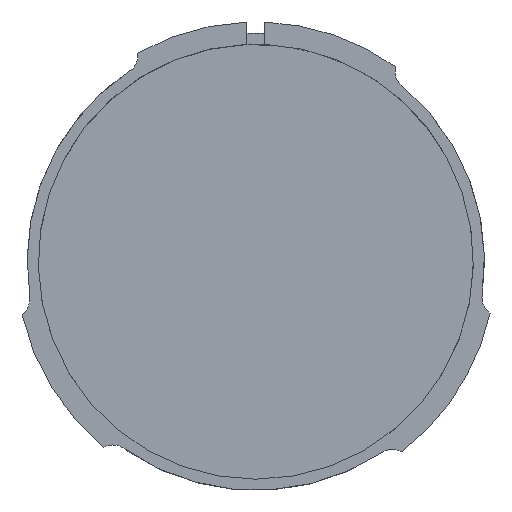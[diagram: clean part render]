
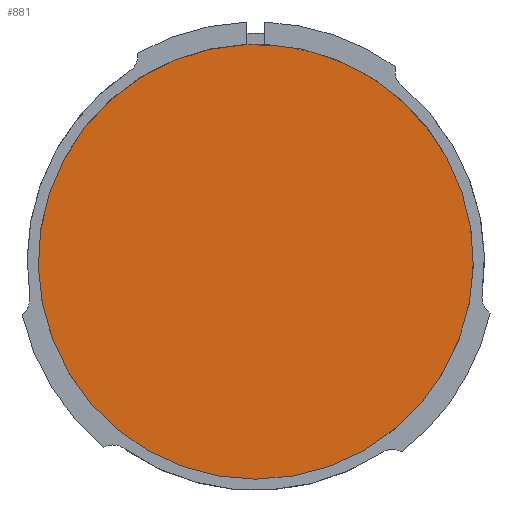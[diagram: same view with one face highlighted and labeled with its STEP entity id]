
A CAD part, top view. The second image highlights one B-rep face of the part: STEP entity #881.
In plain terms, the highlighted planar face has unit normal (0, 0, 1).
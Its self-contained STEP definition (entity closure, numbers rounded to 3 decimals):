
#49=PLANE('',#986);
#101=CIRCLE('',#968,24.5);
#250=ORIENTED_EDGE('',*,*,#423,.F.);
#423=EDGE_CURVE('',#537,#537,#101,.T.);
#537=VERTEX_POINT('',#1423);
#754=EDGE_LOOP('',(#250));
#814=FACE_BOUND('',#754,.T.);
#881=ADVANCED_FACE('',(#814),#49,.F.);
#968=AXIS2_PLACEMENT_3D('',#1422,#1140,#1141);
#986=AXIS2_PLACEMENT_3D('',#1459,#1188,#1189);
#1140=DIRECTION('',(0.,0.,-1.));
#1141=DIRECTION('',(1.,0.,0.));
#1188=DIRECTION('',(0.,0.,-1.));
#1189=DIRECTION('',(1.,0.,0.));
#1422=CARTESIAN_POINT('',(0.,0.,-14.75));
#1423=CARTESIAN_POINT('',(24.5,0.,-14.75));
#1459=CARTESIAN_POINT('',(100.,150.,-14.75));
